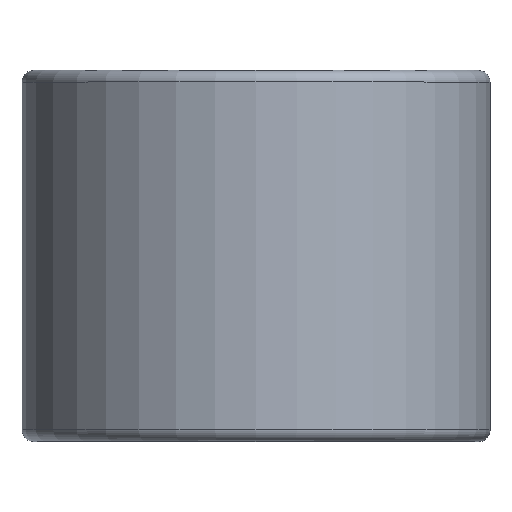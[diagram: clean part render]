
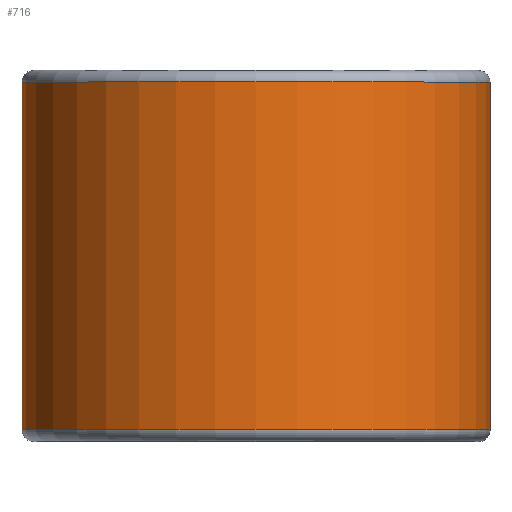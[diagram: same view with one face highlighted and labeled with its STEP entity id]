
A CAD part, top view. The second image highlights one B-rep face of the part: STEP entity #716.
In plain terms, the highlighted cylindrical face has radius 15.011 mm (diameter 30.023 mm), a partial arc.
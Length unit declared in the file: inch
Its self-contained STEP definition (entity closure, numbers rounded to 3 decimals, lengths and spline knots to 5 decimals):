
#14 = CARTESIAN_POINT ( 'NONE',  ( 0., -0.43875, 0. ) ) ;
#24 = CARTESIAN_POINT ( 'NONE',  ( 0., 0.43875, 0. ) ) ;
#32 = AXIS2_PLACEMENT_3D ( 'NONE', #738, #358, #365 ) ;
#168 = CIRCLE ( 'NONE', #1527, 0.591 ) ;
#184 = ORIENTED_EDGE ( 'NONE', *, *, #1338, .T. ) ;
#187 = EDGE_LOOP ( 'NONE', ( #184, #426, #1706, #735 ) ) ;
#215 = DIRECTION ( 'NONE',  ( 0., 0., -1. ) ) ;
#225 = DIRECTION ( 'NONE',  ( 0., 0., -1. ) ) ;
#240 = VECTOR ( 'NONE', #558, 39.37008 ) ;
#279 = CARTESIAN_POINT ( 'NONE',  ( 0.591, -0.43875, 0. ) ) ;
#358 = DIRECTION ( 'NONE',  ( 0., -1., 0. ) ) ;
#365 = DIRECTION ( 'NONE',  ( 0., 0., -1. ) ) ;
#386 = CARTESIAN_POINT ( 'NONE',  ( 0.591, 0.43875, 0. ) ) ;
#426 = ORIENTED_EDGE ( 'NONE', *, *, #1349, .T. ) ;
#558 = DIRECTION ( 'NONE',  ( 0., 1., 0. ) ) ;
#716 = ADVANCED_FACE ( 'NONE', ( #1187 ), #1834, .T. ) ;
#735 = ORIENTED_EDGE ( 'NONE', *, *, #1321, .F. ) ;
#738 = CARTESIAN_POINT ( 'NONE',  ( 0., 0.4375, 0. ) ) ;
#752 = CARTESIAN_POINT ( 'NONE',  ( 0., 0.43875, -0.591 ) ) ;
#776 = DIRECTION ( 'NONE',  ( 0., 1., 0. ) ) ;
#780 = CIRCLE ( 'NONE', #1278, 0.591 ) ;
#788 = CARTESIAN_POINT ( 'NONE',  ( 0., -0.43875, -0.591 ) ) ;
#906 = VECTOR ( 'NONE', #776, 39.37008 ) ;
#996 = LINE ( 'NONE', #1809, #906 ) ;
#1041 = EDGE_CURVE ( 'NONE', #1048, #1690, #996, .T. ) ;
#1048 = VERTEX_POINT ( 'NONE', #788 ) ;
#1187 = FACE_OUTER_BOUND ( 'NONE', #187, .T. ) ;
#1278 = AXIS2_PLACEMENT_3D ( 'NONE', #24, #1307, #225 ) ;
#1297 = DIRECTION ( 'NONE',  ( 0., -1., 0. ) ) ;
#1307 = DIRECTION ( 'NONE',  ( 0., -1., 0. ) ) ;
#1321 = EDGE_CURVE ( 'NONE', #1999, #1048, #168, .T. ) ;
#1338 = EDGE_CURVE ( 'NONE', #1999, #1412, #1435, .T. ) ;
#1349 = EDGE_CURVE ( 'NONE', #1412, #1690, #780, .T. ) ;
#1412 = VERTEX_POINT ( 'NONE', #1822 ) ;
#1435 = LINE ( 'NONE', #386, #240 ) ;
#1527 = AXIS2_PLACEMENT_3D ( 'NONE', #14, #1297, #215 ) ;
#1690 = VERTEX_POINT ( 'NONE', #752 ) ;
#1706 = ORIENTED_EDGE ( 'NONE', *, *, #1041, .F. ) ;
#1809 = CARTESIAN_POINT ( 'NONE',  ( 0., 0.43875, -0.591 ) ) ;
#1822 = CARTESIAN_POINT ( 'NONE',  ( 0.591, 0.43875, 0. ) ) ;
#1834 = CYLINDRICAL_SURFACE ( 'NONE', #32, 0.591 ) ;
#1999 = VERTEX_POINT ( 'NONE', #279 ) ;
